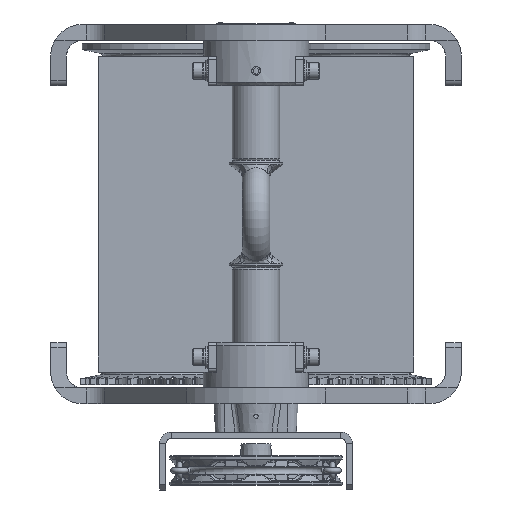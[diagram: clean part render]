
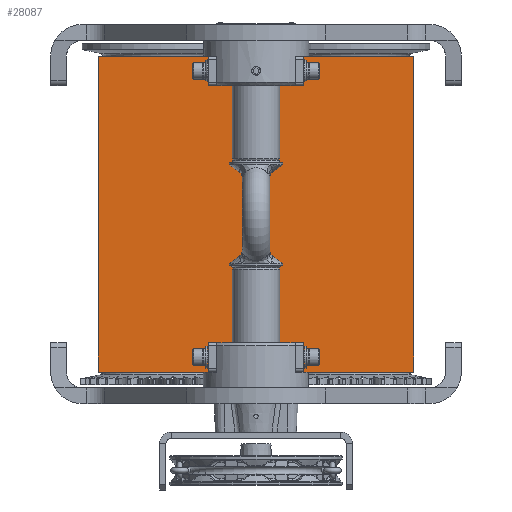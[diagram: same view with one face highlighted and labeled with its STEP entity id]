
A CAD part, front view. The second image highlights one B-rep face of the part: STEP entity #28087.
In plain terms, the highlighted planar face has unit normal (0, -1, 0).
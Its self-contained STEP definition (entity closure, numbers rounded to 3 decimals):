
#2425 = DIRECTION ( 'NONE',  ( 0., -1., 0. ) ) ;
#4905 = VECTOR ( 'NONE', #39469, 1000. ) ;
#5360 = VERTEX_POINT ( 'NONE', #6470 ) ;
#6470 = CARTESIAN_POINT ( 'NONE',  ( 150., -150., -150. ) ) ;
#7068 = DIRECTION ( 'NONE',  ( 0., 0., -1. ) ) ;
#7705 = DIRECTION ( 'NONE',  ( 1., 0., 0. ) ) ;
#8498 = ORIENTED_EDGE ( 'NONE', *, *, #25960, .F. ) ;
#9755 = CARTESIAN_POINT ( 'NONE',  ( -150., -150., 150. ) ) ;
#12518 = DIRECTION ( 'NONE',  ( 0., 0., -1. ) ) ;
#13702 = ORIENTED_EDGE ( 'NONE', *, *, #16994, .T. ) ;
#15373 = VERTEX_POINT ( 'NONE', #56056 ) ;
#15580 = CARTESIAN_POINT ( 'NONE',  ( -150., -150., 150. ) ) ;
#16994 = EDGE_CURVE ( 'NONE', #15373, #5360, #36184, .T. ) ;
#22884 = VECTOR ( 'NONE', #12518, 1000. ) ;
#23945 = FACE_OUTER_BOUND ( 'NONE', #29028, .T. ) ;
#25159 = PLANE ( 'NONE',  #46680 ) ;
#25960 = EDGE_CURVE ( 'NONE', #34521, #5360, #32522, .T. ) ;
#28087 = ADVANCED_FACE ( 'NONE', ( #23945 ), #25159, .T. ) ;
#29028 = EDGE_LOOP ( 'NONE', ( #8498, #31600, #38231, #13702 ) ) ;
#29198 = VECTOR ( 'NONE', #7705, 1000. ) ;
#29332 = CARTESIAN_POINT ( 'NONE',  ( 150., -150., 150. ) ) ;
#30832 = CARTESIAN_POINT ( 'NONE',  ( 150., -150., 150. ) ) ;
#30843 = LINE ( 'NONE', #40353, #22884 ) ;
#31600 = ORIENTED_EDGE ( 'NONE', *, *, #31782, .F. ) ;
#31782 = EDGE_CURVE ( 'NONE', #41849, #34521, #52329, .T. ) ;
#32522 = LINE ( 'NONE', #29332, #4905 ) ;
#34026 = VECTOR ( 'NONE', #59245, 1000. ) ;
#34521 = VERTEX_POINT ( 'NONE', #30832 ) ;
#36184 = LINE ( 'NONE', #55370, #34026 ) ;
#38231 = ORIENTED_EDGE ( 'NONE', *, *, #50932, .T. ) ;
#39469 = DIRECTION ( 'NONE',  ( 0., 0., -1. ) ) ;
#40353 = CARTESIAN_POINT ( 'NONE',  ( -150., -150., 150. ) ) ;
#41849 = VERTEX_POINT ( 'NONE', #9755 ) ;
#46680 = AXIS2_PLACEMENT_3D ( 'NONE', #15580, #2425, #7068 ) ;
#50932 = EDGE_CURVE ( 'NONE', #41849, #15373, #30843, .T. ) ;
#52329 = LINE ( 'NONE', #54358, #29198 ) ;
#54358 = CARTESIAN_POINT ( 'NONE',  ( -150., -150., 150. ) ) ;
#55370 = CARTESIAN_POINT ( 'NONE',  ( -150., -150., -150. ) ) ;
#56056 = CARTESIAN_POINT ( 'NONE',  ( -150., -150., -150. ) ) ;
#59245 = DIRECTION ( 'NONE',  ( 1., 0., 0. ) ) ;
